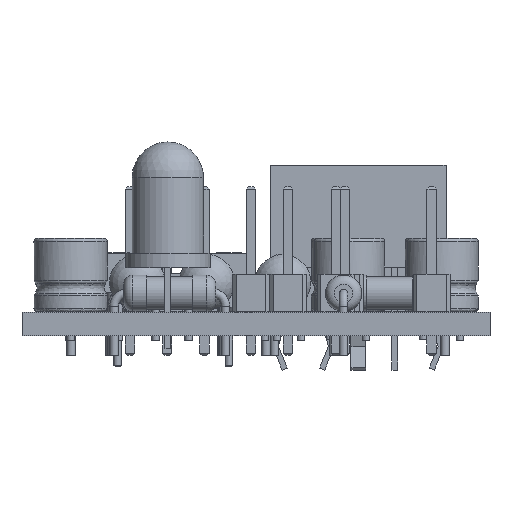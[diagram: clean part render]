
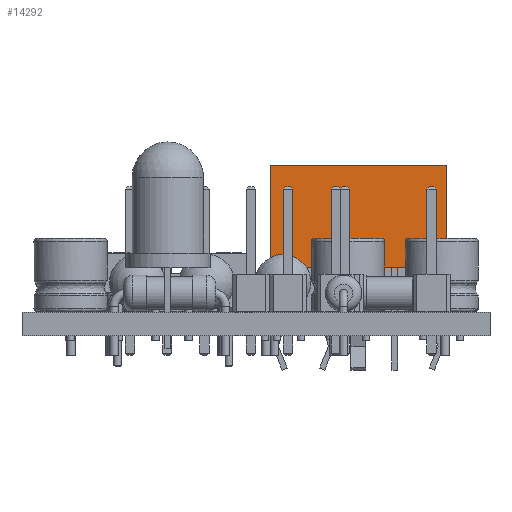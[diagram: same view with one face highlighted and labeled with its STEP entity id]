
A CAD part, front view. The second image highlights one B-rep face of the part: STEP entity #14292.
In plain terms, the highlighted face is planar.
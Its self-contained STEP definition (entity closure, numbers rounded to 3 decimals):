
#11591 = EDGE_CURVE('',#11592,#11594,#11596,.T.);
#11592 = VERTEX_POINT('',#11593);
#11593 = CARTESIAN_POINT('',(-15.,6.,-3.5));
#11594 = VERTEX_POINT('',#11595);
#11595 = CARTESIAN_POINT('',(-15.,-6.,-3.5));
#11596 = SURFACE_CURVE('',#11597,(#11601,#11613),.PCURVE_S1.);
#11597 = LINE('',#11598,#11599);
#11598 = CARTESIAN_POINT('',(-15.,6.,-3.5));
#11599 = VECTOR('',#11600,1.);
#11600 = DIRECTION('',(-0.,-1.,-0.));
#11601 = PCURVE('',#11602,#11607);
#11602 = PLANE('',#11603);
#11603 = AXIS2_PLACEMENT_3D('',#11604,#11605,#11606);
#11604 = CARTESIAN_POINT('',(-3.5,6.,-3.5));
#11605 = DIRECTION('',(0.,0.,1.));
#11606 = DIRECTION('',(1.,0.,0.));
#11607 = DEFINITIONAL_REPRESENTATION('',(#11608),#11612);
#11608 = LINE('',#11609,#11610);
#11609 = CARTESIAN_POINT('',(-11.5,0.));
#11610 = VECTOR('',#11611,1.);
#11611 = DIRECTION('',(0.,-1.));
#11612 = ( GEOMETRIC_REPRESENTATION_CONTEXT(2) 
PARAMETRIC_REPRESENTATION_CONTEXT() REPRESENTATION_CONTEXT('2D SPACE',''
  ) );
#11613 = PCURVE('',#11614,#11619);
#11614 = PLANE('',#11615);
#11615 = AXIS2_PLACEMENT_3D('',#11616,#11617,#11618);
#11616 = CARTESIAN_POINT('',(-15.,6.,-3.5));
#11617 = DIRECTION('',(1.,0.,0.));
#11618 = DIRECTION('',(0.,0.,-1.));
#11619 = DEFINITIONAL_REPRESENTATION('',(#11620),#11624);
#11620 = LINE('',#11621,#11622);
#11621 = CARTESIAN_POINT('',(0.,0.));
#11622 = VECTOR('',#11623,1.);
#11623 = DIRECTION('',(0.,-1.));
#11624 = ( GEOMETRIC_REPRESENTATION_CONTEXT(2) 
PARAMETRIC_REPRESENTATION_CONTEXT() REPRESENTATION_CONTEXT('2D SPACE',''
  ) );
#11642 = PLANE('',#11643);
#11643 = AXIS2_PLACEMENT_3D('',#11644,#11645,#11646);
#11644 = CARTESIAN_POINT('',(-3.5,-6.,3.5));
#11645 = DIRECTION('',(0.,1.,0.));
#11646 = DIRECTION('',(0.,-0.,1.));
#11808 = PLANE('',#11809);
#11809 = AXIS2_PLACEMENT_3D('',#11810,#11811,#11812);
#11810 = CARTESIAN_POINT('',(-3.5,6.,3.5));
#11811 = DIRECTION('',(0.,1.,0.));
#11812 = DIRECTION('',(0.,-0.,1.));
#12279 = EDGE_CURVE('',#12280,#12282,#12284,.T.);
#12280 = VERTEX_POINT('',#12281);
#12281 = CARTESIAN_POINT('',(-15.,6.,3.5));
#12282 = VERTEX_POINT('',#12283);
#12283 = CARTESIAN_POINT('',(-15.,-6.,3.5));
#12284 = SURFACE_CURVE('',#12285,(#12289,#12301),.PCURVE_S1.);
#12285 = LINE('',#12286,#12287);
#12286 = CARTESIAN_POINT('',(-15.,6.,3.5));
#12287 = VECTOR('',#12288,1.);
#12288 = DIRECTION('',(-0.,-1.,-0.));
#12289 = PCURVE('',#12290,#12295);
#12290 = PLANE('',#12291);
#12291 = AXIS2_PLACEMENT_3D('',#12292,#12293,#12294);
#12292 = CARTESIAN_POINT('',(-3.5,6.,3.5));
#12293 = DIRECTION('',(0.,0.,-1.));
#12294 = DIRECTION('',(-1.,0.,0.));
#12295 = DEFINITIONAL_REPRESENTATION('',(#12296),#12300);
#12296 = LINE('',#12297,#12298);
#12297 = CARTESIAN_POINT('',(11.5,0.));
#12298 = VECTOR('',#12299,1.);
#12299 = DIRECTION('',(0.,-1.));
#12300 = ( GEOMETRIC_REPRESENTATION_CONTEXT(2) 
PARAMETRIC_REPRESENTATION_CONTEXT() REPRESENTATION_CONTEXT('2D SPACE',''
  ) );
#12301 = PCURVE('',#11614,#12302);
#12302 = DEFINITIONAL_REPRESENTATION('',(#12303),#12307);
#12303 = LINE('',#12304,#12305);
#12304 = CARTESIAN_POINT('',(-7.,0.));
#12305 = VECTOR('',#12306,1.);
#12306 = DIRECTION('',(0.,-1.));
#12307 = ( GEOMETRIC_REPRESENTATION_CONTEXT(2) 
PARAMETRIC_REPRESENTATION_CONTEXT() REPRESENTATION_CONTEXT('2D SPACE',''
  ) );
#12650 = EDGE_CURVE('',#11594,#12282,#12651,.T.);
#12651 = SURFACE_CURVE('',#12652,(#12656,#12663),.PCURVE_S1.);
#12652 = LINE('',#12653,#12654);
#12653 = CARTESIAN_POINT('',(-15.,-6.,-3.5));
#12654 = VECTOR('',#12655,1.);
#12655 = DIRECTION('',(0.,0.,1.));
#12656 = PCURVE('',#11642,#12657);
#12657 = DEFINITIONAL_REPRESENTATION('',(#12658),#12662);
#12658 = LINE('',#12659,#12660);
#12659 = CARTESIAN_POINT('',(-7.,-11.5));
#12660 = VECTOR('',#12661,1.);
#12661 = DIRECTION('',(1.,0.));
#12662 = ( GEOMETRIC_REPRESENTATION_CONTEXT(2) 
PARAMETRIC_REPRESENTATION_CONTEXT() REPRESENTATION_CONTEXT('2D SPACE',''
  ) );
#12663 = PCURVE('',#11614,#12664);
#12664 = DEFINITIONAL_REPRESENTATION('',(#12665),#12669);
#12665 = LINE('',#12666,#12667);
#12666 = CARTESIAN_POINT('',(0.,-12.));
#12667 = VECTOR('',#12668,1.);
#12668 = DIRECTION('',(-1.,0.));
#12669 = ( GEOMETRIC_REPRESENTATION_CONTEXT(2) 
PARAMETRIC_REPRESENTATION_CONTEXT() REPRESENTATION_CONTEXT('2D SPACE',''
  ) );
#12949 = EDGE_CURVE('',#11592,#12280,#12950,.T.);
#12950 = SURFACE_CURVE('',#12951,(#12955,#12962),.PCURVE_S1.);
#12951 = LINE('',#12952,#12953);
#12952 = CARTESIAN_POINT('',(-15.,6.,-3.5));
#12953 = VECTOR('',#12954,1.);
#12954 = DIRECTION('',(0.,0.,1.));
#12955 = PCURVE('',#11808,#12956);
#12956 = DEFINITIONAL_REPRESENTATION('',(#12957),#12961);
#12957 = LINE('',#12958,#12959);
#12958 = CARTESIAN_POINT('',(-7.,-11.5));
#12959 = VECTOR('',#12960,1.);
#12960 = DIRECTION('',(1.,0.));
#12961 = ( GEOMETRIC_REPRESENTATION_CONTEXT(2) 
PARAMETRIC_REPRESENTATION_CONTEXT() REPRESENTATION_CONTEXT('2D SPACE',''
  ) );
#12962 = PCURVE('',#11614,#12963);
#12963 = DEFINITIONAL_REPRESENTATION('',(#12964),#12968);
#12964 = LINE('',#12965,#12966);
#12965 = CARTESIAN_POINT('',(0.,0.));
#12966 = VECTOR('',#12967,1.);
#12967 = DIRECTION('',(-1.,0.));
#12968 = ( GEOMETRIC_REPRESENTATION_CONTEXT(2) 
PARAMETRIC_REPRESENTATION_CONTEXT() REPRESENTATION_CONTEXT('2D SPACE',''
  ) );
#14292 = ADVANCED_FACE('',(#14293),#11614,.F.);
#14293 = FACE_BOUND('',#14294,.T.);
#14294 = EDGE_LOOP('',(#14295,#14296,#14297,#14298));
#14295 = ORIENTED_EDGE('',*,*,#11591,.T.);
#14296 = ORIENTED_EDGE('',*,*,#12650,.T.);
#14297 = ORIENTED_EDGE('',*,*,#12279,.F.);
#14298 = ORIENTED_EDGE('',*,*,#12949,.F.);
